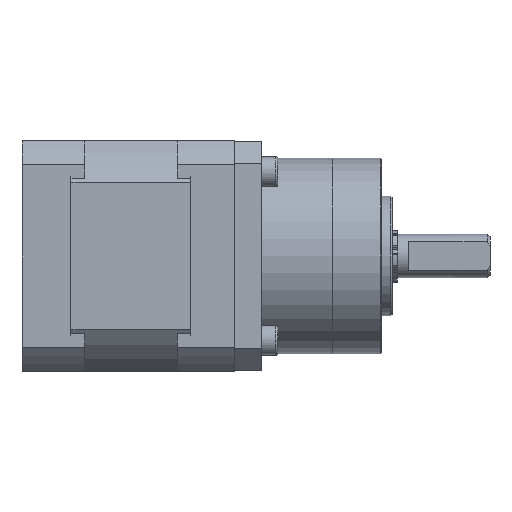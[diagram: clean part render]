
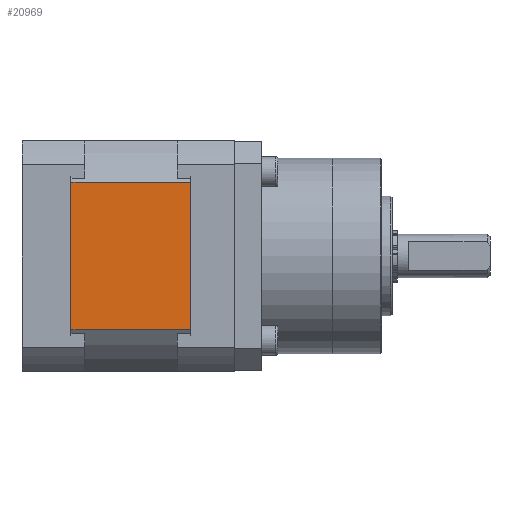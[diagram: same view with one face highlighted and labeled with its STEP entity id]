
A CAD part, left-side view. The second image highlights one B-rep face of the part: STEP entity #20969.
In plain terms, the highlighted planar face has unit normal (-1, 0, 0).
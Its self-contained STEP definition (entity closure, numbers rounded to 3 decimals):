
#149 = LINE ( 'NONE', #18090, #14207 ) ;
#452 = PLANE ( 'NONE',  #21490 ) ;
#697 = DIRECTION ( 'NONE',  ( 0., 0., 1. ) ) ;
#1223 = VERTEX_POINT ( 'NONE', #19998 ) ;
#1397 = ORIENTED_EDGE ( 'NONE', *, *, #23704, .T. ) ;
#1444 = VECTOR ( 'NONE', #14641, 1000. ) ;
#2306 = VECTOR ( 'NONE', #19176, 1000. ) ;
#2602 = CARTESIAN_POINT ( 'NONE',  ( -21.15, 0., 13.516 ) ) ;
#5428 = EDGE_CURVE ( 'NONE', #1223, #10713, #149, .T. ) ;
#6528 = DIRECTION ( 'NONE',  ( 0., -1., 0. ) ) ;
#10212 = EDGE_CURVE ( 'NONE', #23893, #1223, #12863, .T. ) ;
#10713 = VERTEX_POINT ( 'NONE', #2602 ) ;
#10888 = CARTESIAN_POINT ( 'NONE',  ( -21.15, 0., -13.516 ) ) ;
#12466 = ORIENTED_EDGE ( 'NONE', *, *, #21465, .F. ) ;
#12570 = VERTEX_POINT ( 'NONE', #10888 ) ;
#12611 = DIRECTION ( 'NONE',  ( 1., 0., 0. ) ) ;
#12863 = LINE ( 'NONE', #20598, #20578 ) ;
#14169 = FACE_OUTER_BOUND ( 'NONE', #24170, .T. ) ;
#14207 = VECTOR ( 'NONE', #6528, 1000. ) ;
#14641 = DIRECTION ( 'NONE',  ( 0., 1., 0. ) ) ;
#15168 = LINE ( 'NONE', #18487, #1444 ) ;
#18090 = CARTESIAN_POINT ( 'NONE',  ( -21.15, 0., 13.516 ) ) ;
#18392 = DIRECTION ( 'NONE',  ( 0., 0., -1. ) ) ;
#18487 = CARTESIAN_POINT ( 'NONE',  ( -21.15, 0., -13.516 ) ) ;
#19176 = DIRECTION ( 'NONE',  ( 0., 0., 1. ) ) ;
#19430 = CARTESIAN_POINT ( 'NONE',  ( -21.15, 0., 21.15 ) ) ;
#19658 = ORIENTED_EDGE ( 'NONE', *, *, #10212, .F. ) ;
#19998 = CARTESIAN_POINT ( 'NONE',  ( -21.15, 22., 13.516 ) ) ;
#20578 = VECTOR ( 'NONE', #697, 1000. ) ;
#20598 = CARTESIAN_POINT ( 'NONE',  ( -21.15, 22., 21.15 ) ) ;
#20930 = ORIENTED_EDGE ( 'NONE', *, *, #5428, .F. ) ;
#20969 = ADVANCED_FACE ( 'NONE', ( #14169 ), #452, .F. ) ;
#21118 = LINE ( 'NONE', #19430, #2306 ) ;
#21465 = EDGE_CURVE ( 'NONE', #12570, #23893, #15168, .T. ) ;
#21490 = AXIS2_PLACEMENT_3D ( 'NONE', #22139, #12611, #18392 ) ;
#22139 = CARTESIAN_POINT ( 'NONE',  ( -21.15, 22., 21.15 ) ) ;
#23544 = CARTESIAN_POINT ( 'NONE',  ( -21.15, 22., -13.516 ) ) ;
#23704 = EDGE_CURVE ( 'NONE', #12570, #10713, #21118, .T. ) ;
#23893 = VERTEX_POINT ( 'NONE', #23544 ) ;
#24170 = EDGE_LOOP ( 'NONE', ( #12466, #1397, #20930, #19658 ) ) ;
